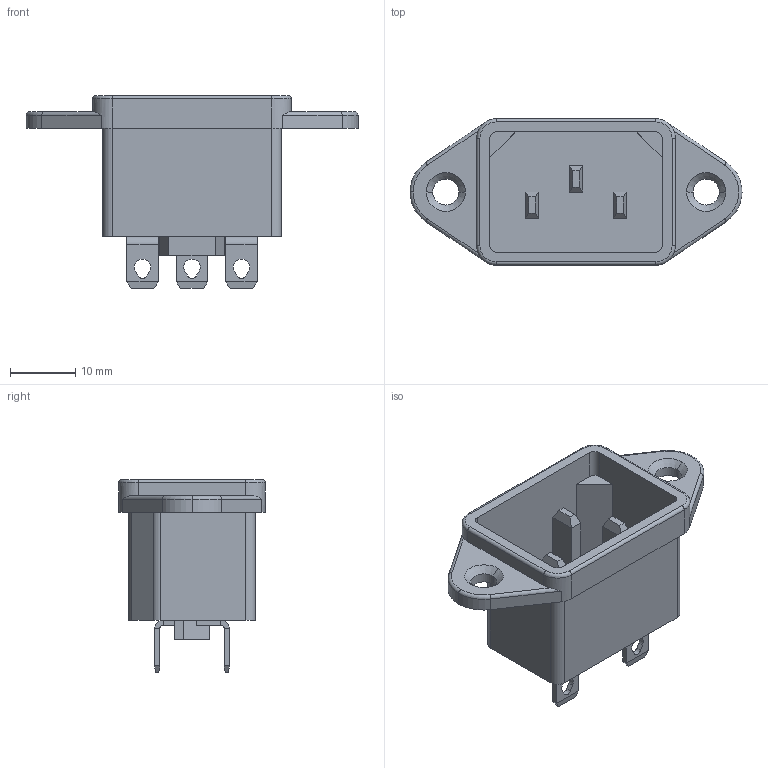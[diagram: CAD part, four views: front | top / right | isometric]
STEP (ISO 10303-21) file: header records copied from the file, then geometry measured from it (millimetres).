
FILE_DESCRIPTION (( 'STEP AP214' ), '1' );
FILE_NAME ('IEC Screw Mount Plug Socket Male.STEP', '2020-02-05T15:50:22', ( '' ), ( '' ), 'SwSTEP 2.0', 'SolidWorks 2019', '' );
FILE_SCHEMA (( 'AUTOMOTIVE_DESIGN' ));
Length unit declared in the file: millimetre
Products named in the file (2): IEC Screw Mount Plug Socket Male
Bounding box: 51 x 22.5 x 29.6 mm (x, y, z)
Volume: 3517.5 mm3; surface area: 6665.1 mm2
Topology: 4 solids, 4 shells, 177 faces, 424 edges, 261 vertices
Faces by surface type: plane 122, cylinder 44, torus 7, cone 4
Entity records: 6210 total; most frequent: CARTESIAN_POINT 892, DIRECTION 878, ORIENTED_EDGE 848, EDGE_CURVE 424, VECTOR 320, LINE 320, AXIS2_PLACEMENT_3D 279, VERTEX_POINT 261
